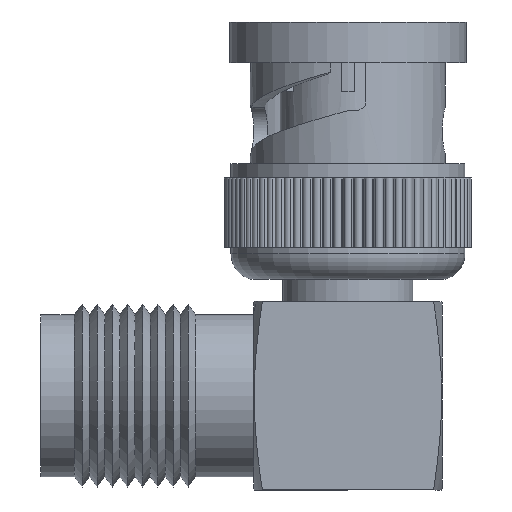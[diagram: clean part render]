
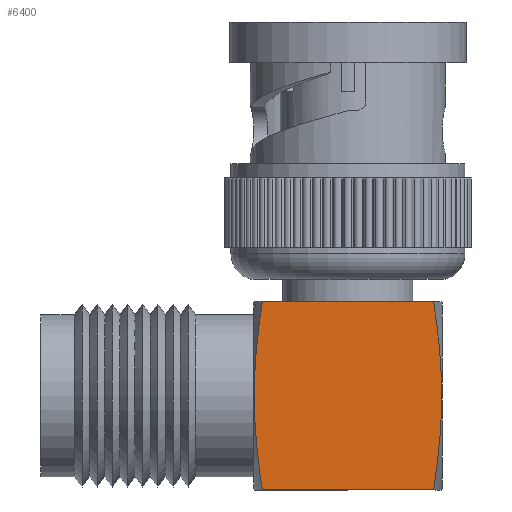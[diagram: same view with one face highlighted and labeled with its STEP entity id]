
A CAD part, front view. The second image highlights one B-rep face of the part: STEP entity #6400.
In plain terms, the highlighted planar face has unit normal (0, -1, 0).
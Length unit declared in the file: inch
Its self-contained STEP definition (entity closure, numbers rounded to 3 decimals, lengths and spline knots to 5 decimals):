
#1540 = CARTESIAN_POINT ( 'NONE',  ( 0.19777, -0.2175, -1.08 ) ) ;
#1767 = CARTESIAN_POINT ( 'NONE',  ( 0.19777, -0.2175, -0.645 ) ) ;
#1821 = DIRECTION ( 'NONE',  ( -1., 0., 0. ) ) ;
#1822 = CARTESIAN_POINT ( 'NONE',  ( 0.2175, -0.2175, -0.645 ) ) ;
#1823 = LINE ( 'NONE', #1822, #1883 ) ;
#1883 = VECTOR ( 'NONE', #1821, 39.37008 ) ;
#1916 = DIRECTION ( 'NONE',  ( -1., 0., 0. ) ) ;
#1917 = VECTOR ( 'NONE', #1916, 39.37008 ) ;
#1922 = CARTESIAN_POINT ( 'NONE',  ( 0.2175, -0.2175, -1.08 ) ) ;
#1923 = LINE ( 'NONE', #1922, #1917 ) ;
#1983 = CARTESIAN_POINT ( 'NONE',  ( 0.19777, -0.2175, -1.08 ) ) ;
#1984 = CARTESIAN_POINT ( 'NONE',  ( 0.20307, -0.2175, -1.04391 ) ) ;
#1985 = CARTESIAN_POINT ( 'NONE',  ( 0.20775, -0.2175, -1.00768 ) ) ;
#1986 = CARTESIAN_POINT ( 'NONE',  ( 0.21449, -0.2175, -0.9352 ) ) ;
#1987 = CARTESIAN_POINT ( 'NONE',  ( 0.21646, -0.2175, -0.89893 ) ) ;
#1988 = CARTESIAN_POINT ( 'NONE',  ( 0.21647, -0.2175, -0.82632 ) ) ;
#1989 = CARTESIAN_POINT ( 'NONE',  ( 0.2145, -0.2175, -0.78998 ) ) ;
#1990 = CARTESIAN_POINT ( 'NONE',  ( 0.20775, -0.2175, -0.71723 ) ) ;
#1991 = CARTESIAN_POINT ( 'NONE',  ( 0.20306, -0.2175, -0.68105 ) ) ;
#1992 = CARTESIAN_POINT ( 'NONE',  ( 0.19777, -0.2175, -0.645 ) ) ;
#1994 = B_SPLINE_CURVE_WITH_KNOTS ( 'NONE', 3,
 ( #1992, #1991, #1990, #1989, #1988, #1987, #1986, #1985, #1984, #1983 ),
 .UNSPECIFIED., .F., .F.,
 ( 4, 2, 2, 2, 4 ),
 ( 0.01735, 0.02012, 0.0229, 0.02567, 0.02845 ),
 .UNSPECIFIED. ) ;
#2042 = CARTESIAN_POINT ( 'NONE',  ( 0.2175, -0.2175, -1.08 ) ) ;
#2044 = FACE_OUTER_BOUND ( 'NONE', #6439, .T. ) ;
#2045 = PLANE ( 'NONE',  #2109 ) ;
#2049 = DIRECTION ( 'NONE',  ( 0., 0., 1. ) ) ;
#2050 = DIRECTION ( 'NONE',  ( 0., 1., 0. ) ) ;
#2109 = AXIS2_PLACEMENT_3D ( 'NONE', #2042, #2050, #2049 ) ;
#4805 = VERTEX_POINT ( 'NONE', #10675 ) ;
#5047 = VERTEX_POINT ( 'NONE', #11173 ) ;
#5048 = EDGE_CURVE ( 'NONE', #4805, #5047, #11182, .T. ) ;
#6171 = VERTEX_POINT ( 'NONE', #1540 ) ;
#6271 = VERTEX_POINT ( 'NONE', #1767 ) ;
#6324 = EDGE_CURVE ( 'NONE', #6271, #5047, #1823, .T. ) ;
#6400 = ADVANCED_FACE ( 'NONE', ( #2044 ), #2045, .F. ) ;
#6404 = EDGE_CURVE ( 'NONE', #6171, #4805, #1923, .T. ) ;
#6425 = ORIENTED_EDGE ( 'NONE', *, *, #6472, .F. ) ;
#6439 = EDGE_LOOP ( 'NONE', ( #6464, #6474, #6425, #6442 ) ) ;
#6442 = ORIENTED_EDGE ( 'NONE', *, *, #6324, .T. ) ;
#6464 = ORIENTED_EDGE ( 'NONE', *, *, #5048, .F. ) ;
#6472 = EDGE_CURVE ( 'NONE', #6271, #6171, #1994, .T. ) ;
#6474 = ORIENTED_EDGE ( 'NONE', *, *, #6404, .F. ) ;
#10675 = CARTESIAN_POINT ( 'NONE',  ( -0.19772, -0.2175, -1.08 ) ) ;
#11114 = CARTESIAN_POINT ( 'NONE',  ( -0.19772, -0.2175, -0.645 ) ) ;
#11115 = CARTESIAN_POINT ( 'NONE',  ( -0.20302, -0.2175, -0.68105 ) ) ;
#11116 = CARTESIAN_POINT ( 'NONE',  ( -0.20772, -0.2175, -0.71723 ) ) ;
#11117 = CARTESIAN_POINT ( 'NONE',  ( -0.21449, -0.2175, -0.78998 ) ) ;
#11173 = CARTESIAN_POINT ( 'NONE',  ( -0.19772, -0.2175, -0.645 ) ) ;
#11174 = CARTESIAN_POINT ( 'NONE',  ( -0.21646, -0.2175, -0.82632 ) ) ;
#11175 = CARTESIAN_POINT ( 'NONE',  ( -0.21646, -0.2175, -0.89894 ) ) ;
#11176 = CARTESIAN_POINT ( 'NONE',  ( -0.21448, -0.2175, -0.9352 ) ) ;
#11177 = CARTESIAN_POINT ( 'NONE',  ( -0.20773, -0.2175, -1.00768 ) ) ;
#11178 = CARTESIAN_POINT ( 'NONE',  ( -0.20303, -0.2175, -1.04391 ) ) ;
#11179 = CARTESIAN_POINT ( 'NONE',  ( -0.19772, -0.2175, -1.08 ) ) ;
#11182 = B_SPLINE_CURVE_WITH_KNOTS ( 'NONE', 3,
 ( #11179, #11178, #11177, #11176, #11175, #11174, #11117, #11116, #11115, #11114 ),
 .UNSPECIFIED., .F., .F.,
 ( 4, 2, 2, 2, 4 ),
 ( 0.00558, 0.00836, 0.01114, 0.01392, 0.01669 ),
 .UNSPECIFIED. ) ;
